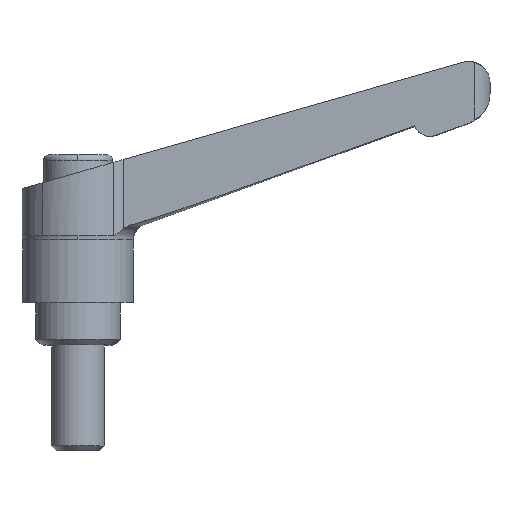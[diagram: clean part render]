
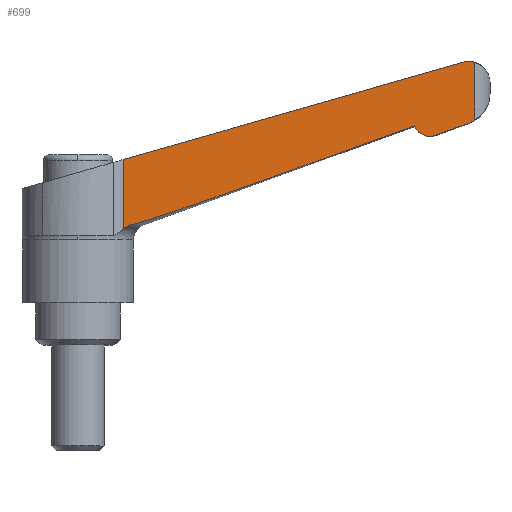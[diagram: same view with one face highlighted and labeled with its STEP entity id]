
A CAD part, top view. The second image highlights one B-rep face of the part: STEP entity #699.
In plain terms, the highlighted planar face has unit normal (0.035, 0, 0.999).
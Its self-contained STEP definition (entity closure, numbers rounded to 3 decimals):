
#275 = VERTEX_POINT( '', #763 );
#289 = EDGE_CURVE( '', #545, #445, #777, .T. );
#347 = VERTEX_POINT( '', #839 );
#349 = VERTEX_POINT( '', #841 );
#383 = EDGE_CURVE( '', #651, #349, #880, .T. );
#399 = EDGE_CURVE( '', #347, #515, #898, .T. );
#445 = VERTEX_POINT( '', #947 );
#489 = EDGE_CURVE( '', #445, #347, #999, .T. );
#515 = VERTEX_POINT( '', #1027 );
#521 = EDGE_CURVE( '', #635, #545, #1034, .T. );
#533 = VERTEX_POINT( '', #1047 );
#545 = VERTEX_POINT( '', #1059 );
#557 = EDGE_CURVE( '', #275, #635, #1073, .T. );
#607 = EDGE_CURVE( '', #533, #275, #1127, .T. );
#635 = VERTEX_POINT( '', #1157 );
#651 = VERTEX_POINT( '', #1174 );
#671 = EDGE_CURVE( '', #651, #515, #1196, .T. );
#699 = ADVANCED_FACE( '', ( #1229 ), #1230, .F. );
#711 = EDGE_CURVE( '', #533, #349, #1244, .T. );
#763 = CARTESIAN_POINT( '', ( 73.87, 41.939, 5.182 ) );
#777 = ( B_SPLINE_CURVE( 2, ( #1329, #1330, #1331 ), .UNSPECIFIED., .F., .F. )B_SPLINE_CURVE_WITH_KNOTS( ( 3, 3 ), ( 0., 56.941 ), .UNSPECIFIED. )RATIONAL_B_SPLINE_CURVE( ( 1., 1.406, 1. ) )BOUNDED_CURVE(  )REPRESENTATION_ITEM( '' )GEOMETRIC_REPRESENTATION_ITEM(  )CURVE(  ) );
#839 = CARTESIAN_POINT( '', ( 8.587, 22.019, 7.462 ) );
#841 = CARTESIAN_POINT( '', ( 75.099, 53.483, 5.139 ) );
#880 = B_SPLINE_CURVE_WITH_KNOTS( '', 3, ( #1498, #1499, #1500, #1501, #1502, #1503, #1504, #1505, #1506, #1507 ), .UNSPECIFIED., .F., .F., ( 4, 2, 2, 2, 4 ), ( 16.77, 17.076, 17.822, 18.567, 19.044 ), .UNSPECIFIED. );
#898 = LINE( '', #1531, #1532 );
#947 = CARTESIAN_POINT( '', ( 10.032, 22.718, 7.411 ) );
#999 = B_SPLINE_CURVE_WITH_KNOTS( '', 3, ( #1683, #1684, #1685, #1686, #1687, #1688, #1689, #1690 ), .UNSPECIFIED., .F., .F., ( 4, 2, 2, 4 ), ( 6.057, 6.329, 7.048, 7.578 ), .UNSPECIFIED. );
#1027 = CARTESIAN_POINT( '', ( 8.587, 35.095, 7.462 ) );
#1034 = B_SPLINE_CURVE_WITH_KNOTS( '', 3, ( #1732, #1733, #1734, #1735, #1736, #1737, #1738, #1739, #1740, #1741, #1742, #1743, #1744, #1745, #1746, #1747, #1748, #1749, #1750, #1751 ), .UNSPECIFIED., .F., .F., ( 4, 2, 2, 2, 2, 2, 2, 2, 2, 4 ), ( 3.469, 3.897, 4.457, 5.018, 5.578, 6.137, 6.696, 7.252, 7.808, 7.933 ), .UNSPECIFIED. );
#1047 = CARTESIAN_POINT( '', ( 75.099, 42.55, 5.139 ) );
#1059 = CARTESIAN_POINT( '', ( 63.759, 41.472, 5.535 ) );
#1073 = ( B_SPLINE_CURVE( 2, ( #1804, #1805, #1806 ), .UNSPECIFIED., .F., .F. )B_SPLINE_CURVE_WITH_KNOTS( ( 3, 3 ), ( 0., 6.641 ), .UNSPECIFIED. )RATIONAL_B_SPLINE_CURVE( ( 1., 1.001, 1. ) )BOUNDED_CURVE(  )REPRESENTATION_ITEM( '' )GEOMETRIC_REPRESENTATION_ITEM(  )CURVE(  ) );
#1127 = B_SPLINE_CURVE_WITH_KNOTS( '', 3, ( #1929, #1930, #1931, #1932, #1933, #1934, #1935, #1936 ), .UNSPECIFIED., .F., .F., ( 4, 2, 2, 4 ), ( 5.625, 6.114, 6.672, 6.935 ), .UNSPECIFIED. );
#1157 = CARTESIAN_POINT( '', ( 67.629, 39.679, 5.4 ) );
#1174 = CARTESIAN_POINT( '', ( 73.337, 53.663, 5.201 ) );
#1196 = LINE( '', #2036, #2037 );
#1229 = FACE_OUTER_BOUND( '', #2089, .T. );
#1230 = PLANE( '', #2090 );
#1244 = LINE( '', #2107, #2108 );
#1329 = CARTESIAN_POINT( '', ( 63.759, 41.472, 5.535 ) );
#1330 = CARTESIAN_POINT( '', ( 18.795, 25.218, 7.105 ) );
#1331 = CARTESIAN_POINT( '', ( 10.032, 22.718, 7.411 ) );
#1498 = CARTESIAN_POINT( '', ( 72.709, 53.537, 5.223 ) );
#1499 = CARTESIAN_POINT( '', ( 72.814, 53.567, 5.219 ) );
#1500 = CARTESIAN_POINT( '', ( 72.923, 53.593, 5.215 ) );
#1501 = CARTESIAN_POINT( '', ( 73.297, 53.667, 5.202 ) );
#1502 = CARTESIAN_POINT( '', ( 73.569, 53.692, 5.193 ) );
#1503 = CARTESIAN_POINT( '', ( 74.066, 53.692, 5.175 ) );
#1504 = CARTESIAN_POINT( '', ( 74.337, 53.667, 5.166 ) );
#1505 = CARTESIAN_POINT( '', ( 74.772, 53.581, 5.15 ) );
#1506 = CARTESIAN_POINT( '', ( 74.94, 53.536, 5.145 ) );
#1507 = CARTESIAN_POINT( '', ( 75.099, 53.483, 5.139 ) );
#1531 = CARTESIAN_POINT( '', ( 8.587, 0., 7.462 ) );
#1532 = VECTOR( '', #2332, 1. );
#1683 = CARTESIAN_POINT( '', ( 10.032, 22.718, 7.411 ) );
#1684 = CARTESIAN_POINT( '', ( 9.94, 22.692, 7.414 ) );
#1685 = CARTESIAN_POINT( '', ( 9.851, 22.664, 7.418 ) );
#1686 = CARTESIAN_POINT( '', ( 9.539, 22.555, 7.428 ) );
#1687 = CARTESIAN_POINT( '', ( 9.298, 22.45, 7.437 ) );
#1688 = CARTESIAN_POINT( '', ( 8.899, 22.232, 7.451 ) );
#1689 = CARTESIAN_POINT( '', ( 8.736, 22.128, 7.457 ) );
#1690 = CARTESIAN_POINT( '', ( 8.587, 22.019, 7.462 ) );
#1732 = CARTESIAN_POINT( '', ( 67.629, 39.679, 5.4 ) );
#1733 = CARTESIAN_POINT( '', ( 67.49, 39.629, 5.405 ) );
#1734 = CARTESIAN_POINT( '', ( 67.339, 39.587, 5.41 ) );
#1735 = CARTESIAN_POINT( '', ( 66.987, 39.517, 5.422 ) );
#1736 = CARTESIAN_POINT( '', ( 66.783, 39.498, 5.429 ) );
#1737 = CARTESIAN_POINT( '', ( 66.41, 39.498, 5.442 ) );
#1738 = CARTESIAN_POINT( '', ( 66.206, 39.517, 5.45 ) );
#1739 = CARTESIAN_POINT( '', ( 65.807, 39.596, 5.464 ) );
#1740 = CARTESIAN_POINT( '', ( 65.611, 39.657, 5.47 ) );
#1741 = CARTESIAN_POINT( '', ( 65.266, 39.799, 5.482 ) );
#1742 = CARTESIAN_POINT( '', ( 65.085, 39.893, 5.489 ) );
#1743 = CARTESIAN_POINT( '', ( 64.748, 40.118, 5.501 ) );
#1744 = CARTESIAN_POINT( '', ( 64.591, 40.249, 5.506 ) );
#1745 = CARTESIAN_POINT( '', ( 64.327, 40.511, 5.515 ) );
#1746 = CARTESIAN_POINT( '', ( 64.197, 40.667, 5.52 ) );
#1747 = CARTESIAN_POINT( '', ( 63.972, 41.002, 5.528 ) );
#1748 = CARTESIAN_POINT( '', ( 63.877, 41.182, 5.531 ) );
#1749 = CARTESIAN_POINT( '', ( 63.79, 41.392, 5.534 ) );
#1750 = CARTESIAN_POINT( '', ( 63.774, 41.432, 5.535 ) );
#1751 = CARTESIAN_POINT( '', ( 63.759, 41.472, 5.535 ) );
#1804 = CARTESIAN_POINT( '', ( 73.87, 41.939, 5.182 ) );
#1805 = CARTESIAN_POINT( '', ( 70.613, 40.759, 5.296 ) );
#1806 = CARTESIAN_POINT( '', ( 67.629, 39.679, 5.4 ) );
#1929 = CARTESIAN_POINT( '', ( 75.099, 42.55, 5.139 ) );
#1930 = CARTESIAN_POINT( '', ( 74.95, 42.453, 5.144 ) );
#1931 = CARTESIAN_POINT( '', ( 74.797, 42.363, 5.15 ) );
#1932 = CARTESIAN_POINT( '', ( 74.468, 42.189, 5.161 ) );
#1933 = CARTESIAN_POINT( '', ( 74.291, 42.106, 5.167 ) );
#1934 = CARTESIAN_POINT( '', ( 74.038, 42.002, 5.176 ) );
#1935 = CARTESIAN_POINT( '', ( 73.955, 41.97, 5.179 ) );
#1936 = CARTESIAN_POINT( '', ( 73.87, 41.939, 5.182 ) );
#2036 = CARTESIAN_POINT( '', ( -6.308, 30.824, 7.982 ) );
#2037 = VECTOR( '', #2672, 1. );
#2089 = EDGE_LOOP( '', ( #2722, #2723, #2724, #2725, #2726, #2727, #2728, #2729, #2730 ) );
#2090 = AXIS2_PLACEMENT_3D( '', #2731, #2732, #2733 );
#2107 = CARTESIAN_POINT( '', ( 75.099, 0., 5.139 ) );
#2108 = VECTOR( '', #2748, 1. );
#2332 = DIRECTION( '', ( 0., 1., 0. ) );
#2672 = DIRECTION( '', ( -0.961, -0.275, 0.034 ) );
#2722 = ORIENTED_EDGE( '', *, *, #671, .T. );
#2723 = ORIENTED_EDGE( '', *, *, #399, .F. );
#2724 = ORIENTED_EDGE( '', *, *, #489, .F. );
#2725 = ORIENTED_EDGE( '', *, *, #289, .F. );
#2726 = ORIENTED_EDGE( '', *, *, #521, .F. );
#2727 = ORIENTED_EDGE( '', *, *, #557, .F. );
#2728 = ORIENTED_EDGE( '', *, *, #607, .F. );
#2729 = ORIENTED_EDGE( '', *, *, #711, .T. );
#2730 = ORIENTED_EDGE( '', *, *, #383, .F. );
#2731 = CARTESIAN_POINT( '', ( 8.587, 0., 7.462 ) );
#2732 = DIRECTION( '', ( -0.035, 0., -0.999 ) );
#2733 = DIRECTION( '', ( -0.999, 0., 0.035 ) );
#2748 = DIRECTION( '', ( 0., 1., 0. ) );
